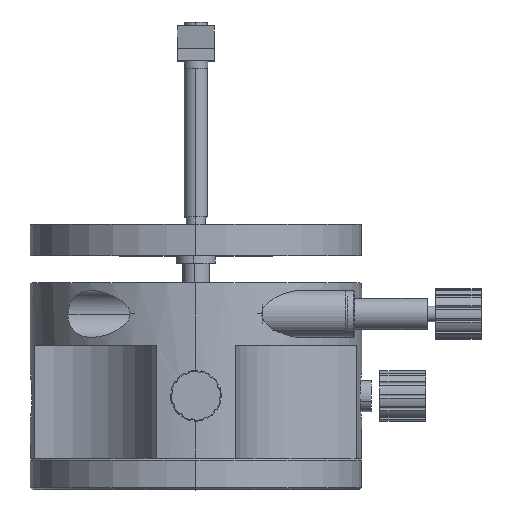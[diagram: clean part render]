
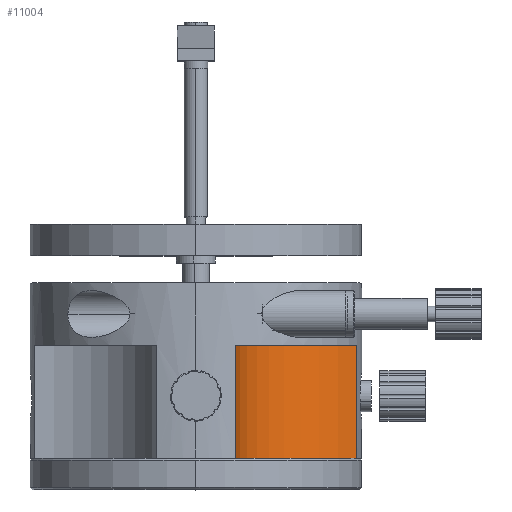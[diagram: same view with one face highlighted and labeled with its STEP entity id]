
A CAD part, top view. The second image highlights one B-rep face of the part: STEP entity #11004.
In plain terms, the highlighted cylindrical face has radius 30 mm (diameter 60 mm), a partial arc.
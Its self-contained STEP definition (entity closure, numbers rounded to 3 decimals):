
#833 = FACE_OUTER_BOUND ( 'NONE', #21237, .T. ) ;
#841 = CYLINDRICAL_SURFACE ( 'NONE', #13584, 30. ) ;
#1104 = AXIS2_PLACEMENT_3D ( 'NONE', #5631, #5632, #5633 ) ;
#2823 = ORIENTED_EDGE ( 'NONE', *, *, #22563, .F. ) ;
#4655 = DIRECTION ( 'NONE',  ( 0., -1., 0. ) ) ;
#4658 = CARTESIAN_POINT ( 'NONE',  ( 19.415, 14.5, 11.058 ) ) ;
#5626 = DIRECTION ( 'NONE',  ( 0., 1., 0. ) ) ;
#5630 = CARTESIAN_POINT ( 'NONE',  ( -11.857, 14.5, 42.329 ) ) ;
#5631 = CARTESIAN_POINT ( 'NONE',  ( 18.115, 0., 41.029 ) ) ;
#5632 = DIRECTION ( 'NONE',  ( 0., -1., 0. ) ) ;
#5633 = DIRECTION ( 'NONE',  ( 0., 0., 1. ) ) ;
#6061 = CARTESIAN_POINT ( 'NONE',  ( 18.115, 29., 41.029 ) ) ;
#6062 = DIRECTION ( 'NONE',  ( 0., -1., 0. ) ) ;
#6063 = DIRECTION ( 'NONE',  ( 0., 0., 1. ) ) ;
#6728 = AXIS2_PLACEMENT_3D ( 'NONE', #6061, #6062, #6063 ) ;
#7585 = VERTEX_POINT ( 'NONE', #19927 ) ;
#7657 = VERTEX_POINT ( 'NONE', #19802 ) ;
#7869 = VERTEX_POINT ( 'NONE', #19613 ) ;
#8459 = VERTEX_POINT ( 'NONE', #19773 ) ;
#10753 = LINE ( 'NONE', #4658, #10759 ) ;
#10759 = VECTOR ( 'NONE', #4655, 1000. ) ;
#10859 = LINE ( 'NONE', #5630, #10865 ) ;
#10862 = CIRCLE ( 'NONE', #1104, 30. ) ;
#10865 = VECTOR ( 'NONE', #5626, 1000. ) ;
#10961 = CIRCLE ( 'NONE', #6728, 30. ) ;
#11004 = ADVANCED_FACE ( 'NONE', ( #833 ), #841, .F. ) ;
#11785 = CARTESIAN_POINT ( 'NONE',  ( 18.115, 29., 41.029 ) ) ;
#11815 = DIRECTION ( 'NONE',  ( 0., -1., 0. ) ) ;
#11838 = DIRECTION ( 'NONE',  ( 0., 0., 1. ) ) ;
#13584 = AXIS2_PLACEMENT_3D ( 'NONE', #11785, #11815, #11838 ) ;
#19613 = CARTESIAN_POINT ( 'NONE',  ( 19.415, 0., 11.058 ) ) ;
#19773 = CARTESIAN_POINT ( 'NONE',  ( 19.415, 29., 11.058 ) ) ;
#19802 = CARTESIAN_POINT ( 'NONE',  ( -11.857, 0., 42.329 ) ) ;
#19927 = CARTESIAN_POINT ( 'NONE',  ( -11.857, 29., 42.329 ) ) ;
#21237 = EDGE_LOOP ( 'NONE', ( #23441, #23435, #23431, #2823 ) ) ;
#22563 = EDGE_CURVE ( 'NONE', #8459, #7869, #10753, .T. ) ;
#22634 = EDGE_CURVE ( 'NONE', #7657, #7869, #10862, .T. ) ;
#22635 = EDGE_CURVE ( 'NONE', #7657, #7585, #10859, .T. ) ;
#22716 = EDGE_CURVE ( 'NONE', #7585, #8459, #10961, .T. ) ;
#23431 = ORIENTED_EDGE ( 'NONE', *, *, #22634, .T. ) ;
#23435 = ORIENTED_EDGE ( 'NONE', *, *, #22635, .F. ) ;
#23441 = ORIENTED_EDGE ( 'NONE', *, *, #22716, .F. ) ;
